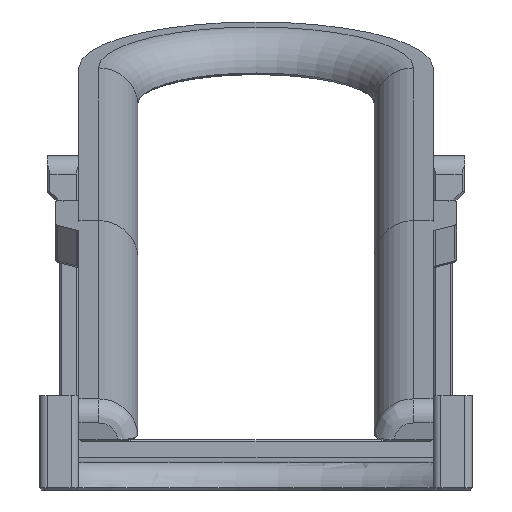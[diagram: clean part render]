
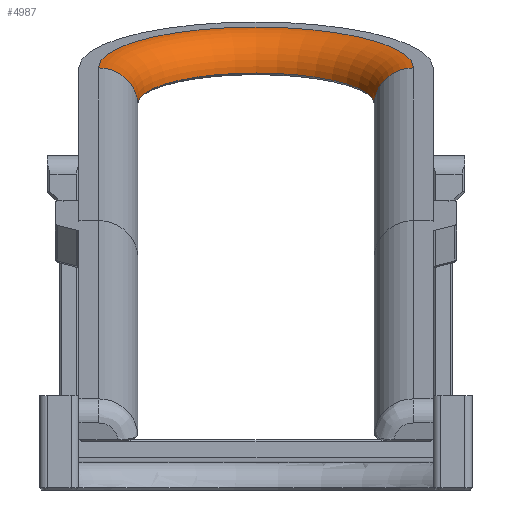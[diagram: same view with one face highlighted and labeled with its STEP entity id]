
A CAD part, left-side view. The second image highlights one B-rep face of the part: STEP entity #4987.
In plain terms, the highlighted toroidal (fillet/blend) face has major radius 40 mm and minor radius 10 mm.
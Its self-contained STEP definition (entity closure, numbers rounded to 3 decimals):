
#127=TOROIDAL_SURFACE('',#5501,40.,10.);
#332=CIRCLE('',#5487,30.018);
#336=CIRCLE('',#5497,10.);
#337=CIRCLE('',#5502,10.);
#338=CIRCLE('',#5503,40.);
#629=FACE_OUTER_BOUND('',#965,.T.);
#965=EDGE_LOOP('',(#4025,#4026,#4027,#4028));
#2314=VERTEX_POINT('',#8189);
#2316=VERTEX_POINT('',#8195);
#2319=VERTEX_POINT('',#8212);
#2320=VERTEX_POINT('',#8219);
#2906=EDGE_CURVE('',#2314,#2316,#332,.T.);
#2914=EDGE_CURVE('',#2316,#2319,#336,.T.);
#2916=EDGE_CURVE('',#2314,#2320,#337,.T.);
#2917=EDGE_CURVE('',#2320,#2319,#338,.T.);
#4025=ORIENTED_EDGE('',*,*,#2906,.F.);
#4026=ORIENTED_EDGE('',*,*,#2916,.T.);
#4027=ORIENTED_EDGE('',*,*,#2917,.T.);
#4028=ORIENTED_EDGE('',*,*,#2914,.F.);
#4987=ADVANCED_FACE('',(#629),#127,.T.);
#5487=AXIS2_PLACEMENT_3D('',#8196,#6569,#6570);
#5497=AXIS2_PLACEMENT_3D('',#8213,#6593,#6594);
#5501=AXIS2_PLACEMENT_3D('',#8218,#6602,#6603);
#5502=AXIS2_PLACEMENT_3D('',#8220,#6604,#6605);
#5503=AXIS2_PLACEMENT_3D('',#8221,#6606,#6607);
#6569=DIRECTION('center_axis',(-0.259,0.,0.966));
#6570=DIRECTION('ref_axis',(0.966,0.,0.259));
#6593=DIRECTION('center_axis',(-0.966,0.,
-0.259));
#6594=DIRECTION('ref_axis',(0.,-1.,0.));
#6602=DIRECTION('center_axis',(0.259,0.,-0.966));
#6603=DIRECTION('ref_axis',(0.966,0.,0.259));
#6604=DIRECTION('center_axis',(0.966,0.,
0.259));
#6605=DIRECTION('ref_axis',(0.,1.,0.));
#6606=DIRECTION('center_axis',(-0.259,0.,0.966));
#6607=DIRECTION('ref_axis',(0.683,-0.707,0.183));
#8189=CARTESIAN_POINT('',(318.546,14.982,98.191));
#8195=CARTESIAN_POINT('',(318.546,75.018,98.191));
#8196=CARTESIAN_POINT('Origin',(318.546,45.,98.191));
#8212=CARTESIAN_POINT('',(316.113,85.,107.271));
#8213=CARTESIAN_POINT('Origin',(318.702,85.,97.612));
#8218=CARTESIAN_POINT('Origin',(318.702,45.,97.612));
#8219=CARTESIAN_POINT('',(316.113,5.,107.271));
#8220=CARTESIAN_POINT('Origin',(318.702,5.,97.612));
#8221=CARTESIAN_POINT('Origin',(316.113,45.,107.271));
